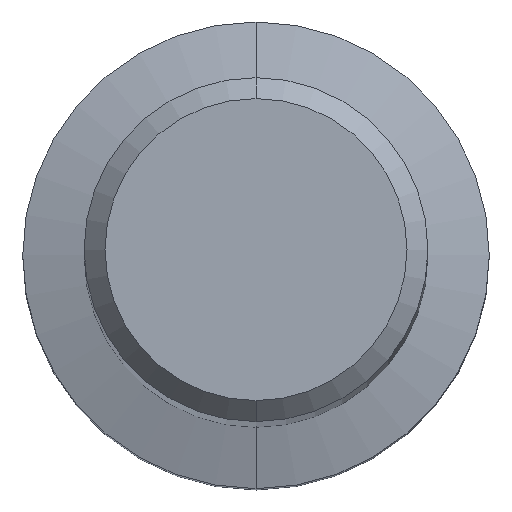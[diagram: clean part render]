
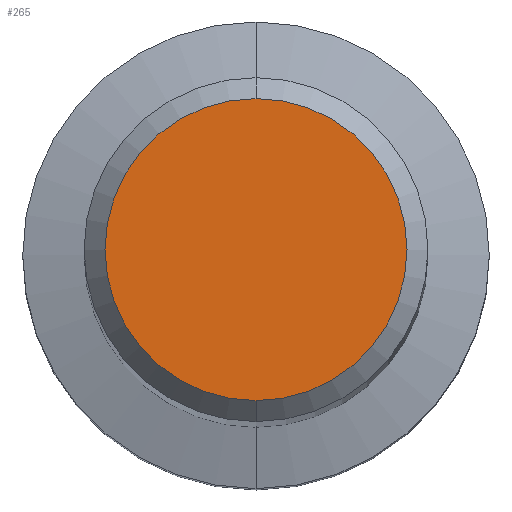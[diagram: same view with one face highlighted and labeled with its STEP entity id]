
A CAD part, top view. The second image highlights one B-rep face of the part: STEP entity #265.
In plain terms, the highlighted planar face has unit normal (0, 0, 1).
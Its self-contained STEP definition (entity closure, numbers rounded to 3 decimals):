
#129=VERTEX_POINT('',#329);
#177=VERTEX_POINT('',#385);
#197=EDGE_CURVE('',#129,#177,#407,.T.);
#265=ADVANCED_FACE('',(#484),#485,.T.);
#295=EDGE_CURVE('',#177,#129,#517,.T.);
#329=CARTESIAN_POINT('',(0.0,3.6,0.0));
#385=CARTESIAN_POINT('',(0.,-3.6,0.0));
#407=CIRCLE('',#644,3.6);
#484=FACE_OUTER_BOUND('',#747,.T.);
#485=PLANE('',#748);
#517=CIRCLE('',#788,3.6);
#644=AXIS2_PLACEMENT_3D('',#912,#913,#914);
#747=EDGE_LOOP('',(#1011,#1012));
#748=AXIS2_PLACEMENT_3D('',#1013,#1014,#1015);
#788=AXIS2_PLACEMENT_3D('',#1051,#1052,#1053);
#912=CARTESIAN_POINT('',(0.0,0.0,0.0));
#913=DIRECTION('',(0.0,0.0,-1.0));
#914=DIRECTION('',(0.0,1.0,0.0));
#1011=ORIENTED_EDGE('',*,*,#197,.F.);
#1012=ORIENTED_EDGE('',*,*,#295,.F.);
#1013=CARTESIAN_POINT('',(0.0,1.8,0.0));
#1014=DIRECTION('',(-0.0,0.0,1.0));
#1015=DIRECTION('',(0.0,-1.0,0.0));
#1051=CARTESIAN_POINT('',(0.0,0.0,0.0));
#1052=DIRECTION('',(0.0,0.0,-1.0));
#1053=DIRECTION('',(0.0,1.0,0.0));
